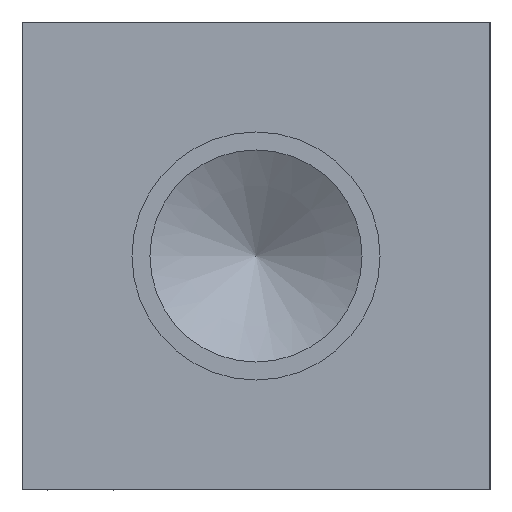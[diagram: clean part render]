
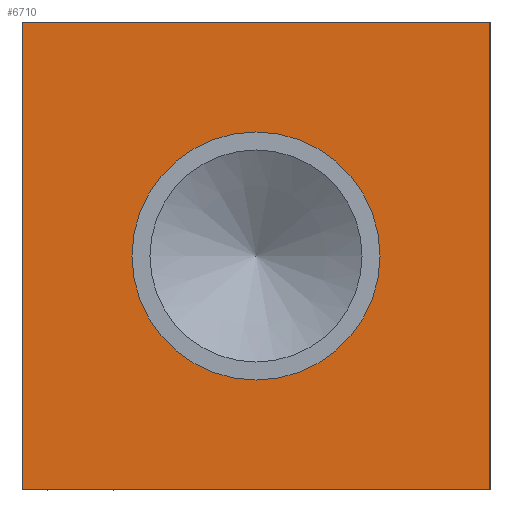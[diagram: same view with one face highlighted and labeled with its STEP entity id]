
A CAD part, left-side view. The second image highlights one B-rep face of the part: STEP entity #6710.
In plain terms, the highlighted planar face has unit normal (-1, 0, 0).
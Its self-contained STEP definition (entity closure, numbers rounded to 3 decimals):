
#100=CIRCLE('',#7029,13.462);
#101=CIRCLE('',#7030,13.462);
#145=FACE_BOUND('',#1093,.T.);
#367=PLANE('',#7032);
#708=FACE_OUTER_BOUND('',#1092,.T.);
#1092=EDGE_LOOP('',(#5953,#5954,#5955,#5956));
#1093=EDGE_LOOP('',(#5957,#5958));
#1358=LINE('',#10316,#2022);
#1762=LINE('',#11414,#2426);
#1763=LINE('',#11415,#2427);
#1764=LINE('',#11416,#2428);
#2022=VECTOR('',#7422,10.);
#2426=VECTOR('',#8302,10.);
#2427=VECTOR('',#8303,10.);
#2428=VECTOR('',#8304,10.);
#2906=VERTEX_POINT('',#10309);
#2909=VERTEX_POINT('',#10314);
#3234=VERTEX_POINT('',#11404);
#3235=VERTEX_POINT('',#11405);
#3236=VERTEX_POINT('',#11412);
#3237=VERTEX_POINT('',#11413);
#3666=EDGE_CURVE('',#2909,#2906,#1358,.T.);
#4144=EDGE_CURVE('',#3234,#3235,#100,.T.);
#4145=EDGE_CURVE('',#3235,#3234,#101,.T.);
#4148=EDGE_CURVE('',#3236,#3237,#1762,.T.);
#4149=EDGE_CURVE('',#3237,#2906,#1763,.T.);
#4150=EDGE_CURVE('',#3236,#2909,#1764,.T.);
#5953=ORIENTED_EDGE('',*,*,#4148,.T.);
#5954=ORIENTED_EDGE('',*,*,#4149,.T.);
#5955=ORIENTED_EDGE('',*,*,#3666,.F.);
#5956=ORIENTED_EDGE('',*,*,#4150,.F.);
#5957=ORIENTED_EDGE('',*,*,#4144,.T.);
#5958=ORIENTED_EDGE('',*,*,#4145,.T.);
#6710=ADVANCED_FACE('',(#708,#145),#367,.T.);
#7029=AXIS2_PLACEMENT_3D('',#11406,#8292,#8293);
#7030=AXIS2_PLACEMENT_3D('',#11407,#8294,#8295);
#7032=AXIS2_PLACEMENT_3D('',#11411,#8300,#8301);
#7422=DIRECTION('',(0.,-1.,0.));
#8292=DIRECTION('center_axis',(1.,0.,0.));
#8293=DIRECTION('ref_axis',(0.,1.,0.));
#8294=DIRECTION('center_axis',(1.,0.,0.));
#8295=DIRECTION('ref_axis',(0.,1.,0.));
#8300=DIRECTION('center_axis',(-1.,0.,0.));
#8301=DIRECTION('ref_axis',(0.,-1.,0.));
#8302=DIRECTION('',(0.,-1.,0.));
#8303=DIRECTION('',(0.,0.,1.));
#8304=DIRECTION('',(0.,0.,1.));
#10309=CARTESIAN_POINT('',(0.,0.,50.8));
#10314=CARTESIAN_POINT('',(0.,50.8,50.8));
#10316=CARTESIAN_POINT('',(0.,50.8,50.8));
#11404=CARTESIAN_POINT('',(0.,38.862,25.4));
#11405=CARTESIAN_POINT('',(0.,11.938,25.4));
#11406=CARTESIAN_POINT('Origin',(0.,25.4,25.4));
#11407=CARTESIAN_POINT('Origin',(0.,25.4,25.4));
#11411=CARTESIAN_POINT('Origin',(0.,50.8,0.));
#11412=CARTESIAN_POINT('',(0.,50.8,0.));
#11413=CARTESIAN_POINT('',(0.,0.,0.));
#11414=CARTESIAN_POINT('',(0.,50.8,0.));
#11415=CARTESIAN_POINT('',(0.,0.,0.));
#11416=CARTESIAN_POINT('',(0.,50.8,0.));
